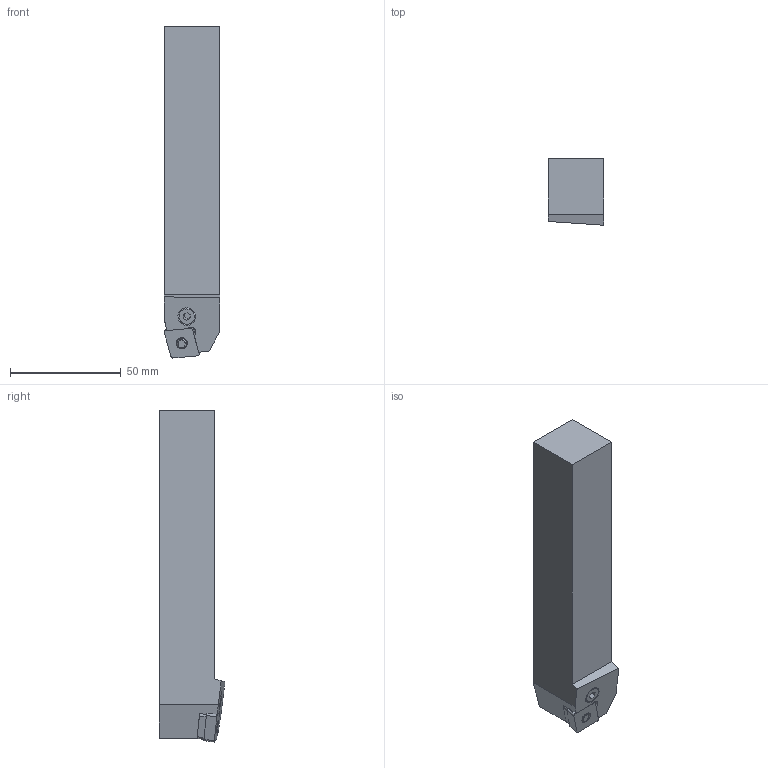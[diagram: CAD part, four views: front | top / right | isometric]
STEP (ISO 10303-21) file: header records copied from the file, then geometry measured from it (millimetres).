
FILE_DESCRIPTION((''),'2;1');
FILE_NAME('PCBNL2525M12.stp','2022-10-06T11:13:09',('Oftec7'),(''),'Autodesk Inventor 2013','Autodesk Inventor 2013','');
FILE_SCHEMA(('CONFIG_CONTROL_DESIGN'));
Length unit declared in the file: millimetre
Products named in the file (1): PCBNL2525M12
Bounding box: 25.1 x 29.82 x 150.09 mm (x, y, z)
Volume: 92649.4 mm3; surface area: 18618.5 mm2
Topology: 5 solids, 5 shells, 99 faces, 247 edges, 159 vertices
Faces by surface type: plane 64, cylinder 23, cone 9, bspline 3
Full cylindrical faces by diameter (mm): 3.7 x1, 4.5 x1, 5 x1, 7 x1, 8 x2
Entity records: 3136 total; most frequent: CARTESIAN_POINT 699, DIRECTION 484, ORIENTED_EDGE 462, EDGE_CURVE 231, VECTOR 162, LINE 162, AXIS2_PLACEMENT_3D 161, VERTEX_POINT 155
